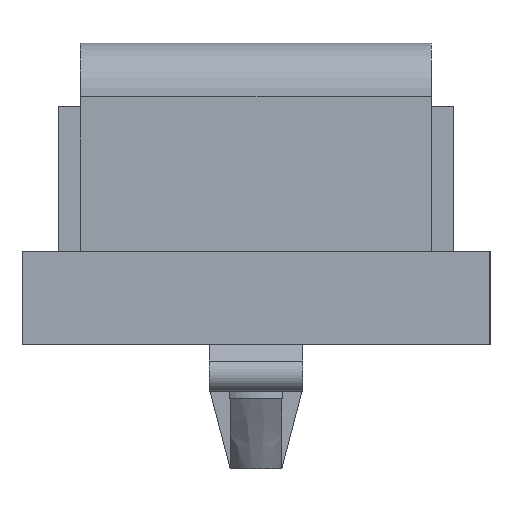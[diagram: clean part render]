
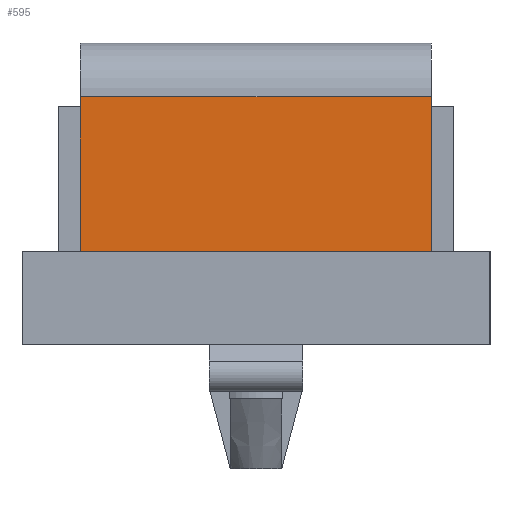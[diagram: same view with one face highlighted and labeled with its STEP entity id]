
A CAD part, left-side view. The second image highlights one B-rep face of the part: STEP entity #595.
In plain terms, the highlighted planar face has unit normal (-1, 0, 0).
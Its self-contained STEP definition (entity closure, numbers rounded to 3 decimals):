
#595 = ADVANCED_FACE( '', ( #1223 ), #1224, .T. );
#1223 = FACE_OUTER_BOUND( '', #1984, .T. );
#1224 = PLANE( '', #1985 );
#1984 = EDGE_LOOP( '', ( #3292, #3293, #3294, #3295 ) );
#1985 = AXIS2_PLACEMENT_3D( '', #3296, #3297, #3298 );
#3292 = ORIENTED_EDGE( '', *, *, #4041, .F. );
#3293 = ORIENTED_EDGE( '', *, *, #4070, .F. );
#3294 = ORIENTED_EDGE( '', *, *, #3711, .F. );
#3295 = ORIENTED_EDGE( '', *, *, #3758, .T. );
#3296 = CARTESIAN_POINT( '', ( -18.55, -7.5, -3.3 ) );
#3297 = DIRECTION( '', ( -1., 0., 0. ) );
#3298 = DIRECTION( '', ( 0., 0., 1. ) );
#3711 = EDGE_CURVE( '', #4385, #4387, #4388, .T. );
#3758 = EDGE_CURVE( '', #4385, #4468, #4470, .T. );
#4041 = EDGE_CURVE( '', #4853, #4468, #4855, .T. );
#4070 = EDGE_CURVE( '', #4387, #4853, #4887, .F. );
#4385 = VERTEX_POINT( '', #5341 );
#4387 = VERTEX_POINT( '', #5344 );
#4388 = LINE( '', #5345, #5346 );
#4468 = VERTEX_POINT( '', #5460 );
#4470 = LINE( '', #5463, #5464 );
#4853 = VERTEX_POINT( '', #6039 );
#4855 = LINE( '', #6041, #6042 );
#4887 = LINE( '', #6095, #6096 );
#5341 = CARTESIAN_POINT( '', ( -18.55, 7.5, -3.3 ) );
#5344 = CARTESIAN_POINT( '', ( -18.55, 7.5, 3.3 ) );
#5345 = CARTESIAN_POINT( '', ( -18.55, 7.5, -3.3 ) );
#5346 = VECTOR( '', #6331, 1000. );
#5460 = CARTESIAN_POINT( '', ( -18.55, -7.5, -3.3 ) );
#5463 = CARTESIAN_POINT( '', ( -18.55, -7.5, -3.3 ) );
#5464 = VECTOR( '', #6385, 1000. );
#6039 = CARTESIAN_POINT( '', ( -18.55, -7.5, 3.3 ) );
#6041 = CARTESIAN_POINT( '', ( -18.55, -7.5, 5.6 ) );
#6042 = VECTOR( '', #6643, 1000. );
#6095 = CARTESIAN_POINT( '', ( -18.55, -7.5, 3.3 ) );
#6096 = VECTOR( '', #6662, 1000. );
#6331 = DIRECTION( '', ( 0., 0., 1. ) );
#6385 = DIRECTION( '', ( 0., -1., 0. ) );
#6643 = DIRECTION( '', ( 0., 0., -1. ) );
#6662 = DIRECTION( '', ( 0., 1., 0. ) );
